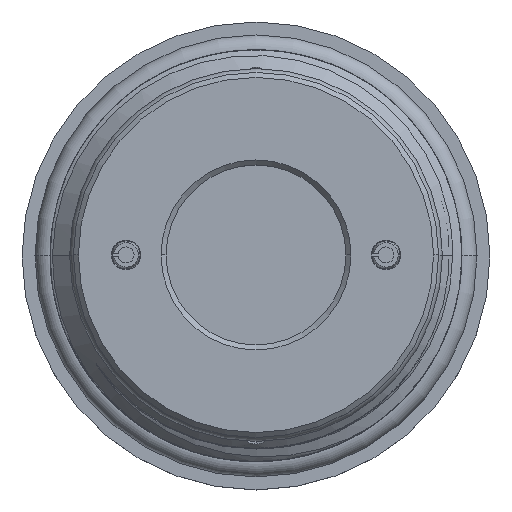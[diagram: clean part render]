
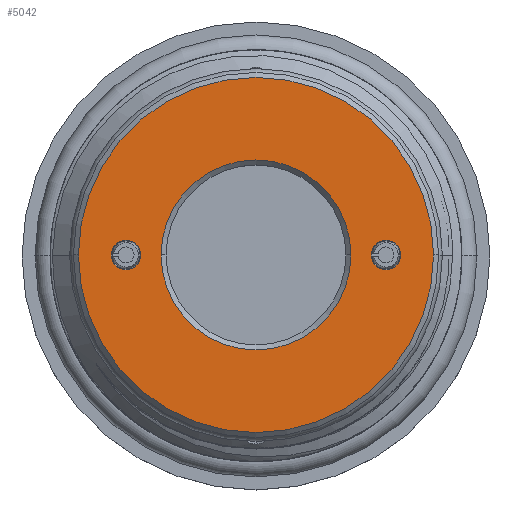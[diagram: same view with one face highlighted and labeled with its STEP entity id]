
A CAD part, top view. The second image highlights one B-rep face of the part: STEP entity #5042.
In plain terms, the highlighted planar face has unit normal (0, 0, 1).
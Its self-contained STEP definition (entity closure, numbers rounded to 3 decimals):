
#336 = EDGE_LOOP ( 'NONE', ( #8234, #11572 ) ) ;
#382 = EDGE_CURVE ( 'NONE', #1740, #16078, #9300, .T. ) ;
#396 = CIRCLE ( 'NONE', #13979, 1.48 ) ;
#610 = CARTESIAN_POINT ( 'NONE',  ( 9.5, 0., 78.2 ) ) ;
#936 = EDGE_CURVE ( 'NONE', #8026, #3574, #12376, .T. ) ;
#1135 = AXIS2_PLACEMENT_3D ( 'NONE', #7558, #8950, #2372 ) ;
#1215 = DIRECTION ( 'NONE',  ( -1., 0., 0. ) ) ;
#1273 = DIRECTION ( 'NONE',  ( 0., 0., 1. ) ) ;
#1348 = CARTESIAN_POINT ( 'NONE',  ( -13., 0., 78.2 ) ) ;
#1736 = FACE_BOUND ( 'NONE', #336, .T. ) ;
#1740 = VERTEX_POINT ( 'NONE', #13864 ) ;
#1918 = PLANE ( 'NONE',  #3256 ) ;
#1924 = ORIENTED_EDGE ( 'NONE', *, *, #8705, .F. ) ;
#1977 = VERTEX_POINT ( 'NONE', #10512 ) ;
#1996 = DIRECTION ( 'NONE',  ( -1., 0., 0. ) ) ;
#2372 = DIRECTION ( 'NONE',  ( -1., 0., 0. ) ) ;
#2530 = CARTESIAN_POINT ( 'NONE',  ( 0., 0., 78.2 ) ) ;
#2667 = DIRECTION ( 'NONE',  ( 0., 0., 1. ) ) ;
#3028 = EDGE_CURVE ( 'NONE', #8995, #8803, #10592, .T. ) ;
#3256 = AXIS2_PLACEMENT_3D ( 'NONE', #14896, #9815, #6992 ) ;
#3574 = VERTEX_POINT ( 'NONE', #12033 ) ;
#3813 = ORIENTED_EDGE ( 'NONE', *, *, #936, .T. ) ;
#3975 = CARTESIAN_POINT ( 'NONE',  ( 13., 0., 78.2 ) ) ;
#4665 = CARTESIAN_POINT ( 'NONE',  ( 0., 0., 78.2 ) ) ;
#5006 = VERTEX_POINT ( 'NONE', #12124 ) ;
#5042 = ADVANCED_FACE ( 'NONE', ( #16485, #6428, #1736, #12993 ), #1918, .F. ) ;
#5044 = DIRECTION ( 'NONE',  ( 0., 0., 1. ) ) ;
#5121 = ORIENTED_EDGE ( 'NONE', *, *, #382, .F. ) ;
#5205 = AXIS2_PLACEMENT_3D ( 'NONE', #3975, #11659, #9144 ) ;
#5594 = CARTESIAN_POINT ( 'NONE',  ( -14.48, 0., 78.2 ) ) ;
#6042 = EDGE_CURVE ( 'NONE', #5006, #1977, #15847, .T. ) ;
#6124 = EDGE_LOOP ( 'NONE', ( #15590, #1924 ) ) ;
#6152 = DIRECTION ( 'NONE',  ( 1., 0., 0. ) ) ;
#6162 = ORIENTED_EDGE ( 'NONE', *, *, #16413, .T. ) ;
#6428 = FACE_BOUND ( 'NONE', #6124, .T. ) ;
#6992 = DIRECTION ( 'NONE',  ( -1., 0., 0. ) ) ;
#7262 = CARTESIAN_POINT ( 'NONE',  ( -13., 0., 78.2 ) ) ;
#7558 = CARTESIAN_POINT ( 'NONE',  ( 0., 0., 78.2 ) ) ;
#7795 = AXIS2_PLACEMENT_3D ( 'NONE', #4665, #11101, #1996 ) ;
#8026 = VERTEX_POINT ( 'NONE', #12619 ) ;
#8094 = DIRECTION ( 'NONE',  ( 0., 0., -1. ) ) ;
#8234 = ORIENTED_EDGE ( 'NONE', *, *, #3028, .T. ) ;
#8705 = EDGE_CURVE ( 'NONE', #1977, #5006, #11488, .T. ) ;
#8778 = CIRCLE ( 'NONE', #12253, 9.5 ) ;
#8803 = VERTEX_POINT ( 'NONE', #9254 ) ;
#8950 = DIRECTION ( 'NONE',  ( 0., 0., -1. ) ) ;
#8985 = AXIS2_PLACEMENT_3D ( 'NONE', #13986, #5044, #6152 ) ;
#8995 = VERTEX_POINT ( 'NONE', #610 ) ;
#9144 = DIRECTION ( 'NONE',  ( 1., 0., 0. ) ) ;
#9254 = CARTESIAN_POINT ( 'NONE',  ( -9.5, 0., 78.2 ) ) ;
#9300 = CIRCLE ( 'NONE', #15876, 1.48 ) ;
#9408 = EDGE_LOOP ( 'NONE', ( #3813, #6162 ) ) ;
#9815 = DIRECTION ( 'NONE',  ( 0., 0., -1. ) ) ;
#10512 = CARTESIAN_POINT ( 'NONE',  ( 11.52, 0., 78.2 ) ) ;
#10553 = EDGE_LOOP ( 'NONE', ( #13135, #5121 ) ) ;
#10592 = CIRCLE ( 'NONE', #1135, 9.5 ) ;
#11101 = DIRECTION ( 'NONE',  ( 0., 0., 1. ) ) ;
#11151 = EDGE_CURVE ( 'NONE', #8803, #8995, #8778, .T. ) ;
#11396 = DIRECTION ( 'NONE',  ( -1., 0., 0. ) ) ;
#11437 = EDGE_CURVE ( 'NONE', #16078, #1740, #396, .T. ) ;
#11488 = CIRCLE ( 'NONE', #8985, 1.48 ) ;
#11572 = ORIENTED_EDGE ( 'NONE', *, *, #11151, .T. ) ;
#11659 = DIRECTION ( 'NONE',  ( 0., 0., 1. ) ) ;
#12033 = CARTESIAN_POINT ( 'NONE',  ( 17.76, 0., 78.2 ) ) ;
#12124 = CARTESIAN_POINT ( 'NONE',  ( 14.48, 0., 78.2 ) ) ;
#12253 = AXIS2_PLACEMENT_3D ( 'NONE', #13258, #8094, #14573 ) ;
#12376 = CIRCLE ( 'NONE', #12588, 17.76 ) ;
#12588 = AXIS2_PLACEMENT_3D ( 'NONE', #2530, #1273, #1215 ) ;
#12619 = CARTESIAN_POINT ( 'NONE',  ( -17.76, 0., 78.2 ) ) ;
#12993 = FACE_OUTER_BOUND ( 'NONE', #9408, .T. ) ;
#13135 = ORIENTED_EDGE ( 'NONE', *, *, #11437, .F. ) ;
#13258 = CARTESIAN_POINT ( 'NONE',  ( 0., 0., 78.2 ) ) ;
#13267 = CIRCLE ( 'NONE', #7795, 17.76 ) ;
#13864 = CARTESIAN_POINT ( 'NONE',  ( -11.52, 0., 78.2 ) ) ;
#13979 = AXIS2_PLACEMENT_3D ( 'NONE', #1348, #2667, #14325 ) ;
#13986 = CARTESIAN_POINT ( 'NONE',  ( 13., 0., 78.2 ) ) ;
#14325 = DIRECTION ( 'NONE',  ( -1., 0., 0. ) ) ;
#14573 = DIRECTION ( 'NONE',  ( -1., 0., 0. ) ) ;
#14896 = CARTESIAN_POINT ( 'NONE',  ( 0., 18.26, 78.2 ) ) ;
#15590 = ORIENTED_EDGE ( 'NONE', *, *, #6042, .F. ) ;
#15847 = CIRCLE ( 'NONE', #5205, 1.48 ) ;
#15876 = AXIS2_PLACEMENT_3D ( 'NONE', #7262, #16390, #11396 ) ;
#16078 = VERTEX_POINT ( 'NONE', #5594 ) ;
#16390 = DIRECTION ( 'NONE',  ( 0., 0., 1. ) ) ;
#16413 = EDGE_CURVE ( 'NONE', #3574, #8026, #13267, .T. ) ;
#16485 = FACE_BOUND ( 'NONE', #10553, .T. ) ;
